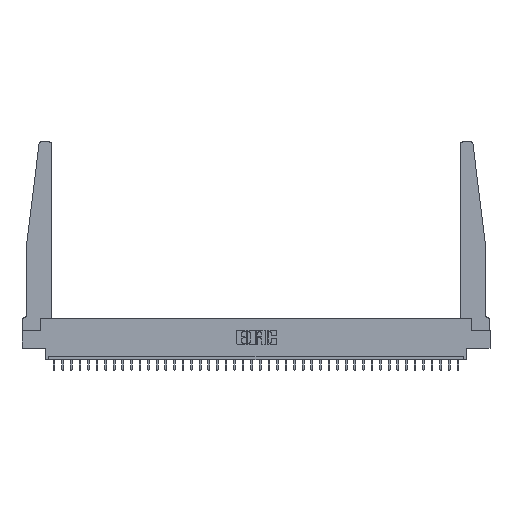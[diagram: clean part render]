
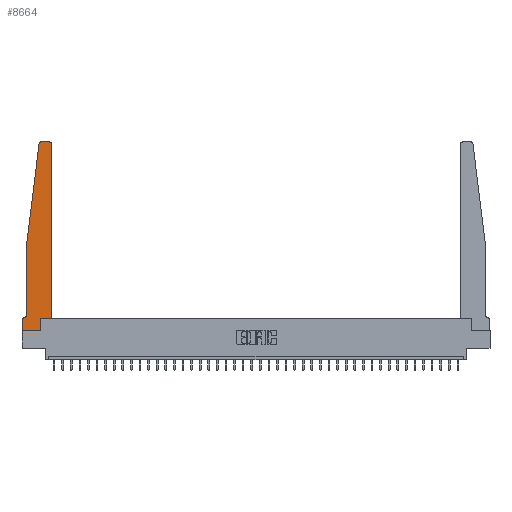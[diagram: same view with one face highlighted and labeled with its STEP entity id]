
A CAD part, top view. The second image highlights one B-rep face of the part: STEP entity #8664.
In plain terms, the highlighted planar face has unit normal (0, 0, 1).
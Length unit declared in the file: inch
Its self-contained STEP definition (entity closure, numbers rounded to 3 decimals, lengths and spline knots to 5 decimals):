
#44 = ORIENTED_EDGE ( 'NONE', *, *, #19372, .T. ) ;
#503 = VERTEX_POINT ( 'NONE', #19684 ) ;
#816 = CARTESIAN_POINT ( 'NONE',  ( 0.395, 2.72, 0.37 ) ) ;
#1247 = CARTESIAN_POINT ( 'NONE',  ( 0.425, 0.18, 0.37 ) ) ;
#1315 = DIRECTION ( 'NONE',  ( 1., 0., 0. ) ) ;
#1451 = CARTESIAN_POINT ( 'NONE',  ( 0., 0., 0.37 ) ) ;
#1577 = VERTEX_POINT ( 'NONE', #3216 ) ;
#1749 = ORIENTED_EDGE ( 'NONE', *, *, #23833, .T. ) ;
#2198 = VECTOR ( 'NONE', #21249, 39.37008 ) ;
#2305 = DIRECTION ( 'NONE',  ( -1., 0., 0. ) ) ;
#2480 = VECTOR ( 'NONE', #2305, 39.37008 ) ;
#2642 = LINE ( 'NONE', #31807, #8165 ) ;
#2645 = ORIENTED_EDGE ( 'NONE', *, *, #15111, .T. ) ;
#3050 = EDGE_CURVE ( 'NONE', #23076, #5047, #25085, .T. ) ;
#3216 = CARTESIAN_POINT ( 'NONE',  ( 0.425, 2.72, 0.37 ) ) ;
#3242 = DIRECTION ( 'NONE',  ( 1., 0., 0. ) ) ;
#3401 = VERTEX_POINT ( 'NONE', #1247 ) ;
#3568 = DIRECTION ( 'NONE',  ( 0., 0., -1. ) ) ;
#3846 = ORIENTED_EDGE ( 'NONE', *, *, #3050, .T. ) ;
#3899 = DIRECTION ( 'NONE',  ( 0., 1., 0. ) ) ;
#4070 = VECTOR ( 'NONE', #11374, 39.37008 ) ;
#4104 = CARTESIAN_POINT ( 'NONE',  ( 0.065, 1.25, 0.37 ) ) ;
#4113 = CARTESIAN_POINT ( 'NONE',  ( 0.065, 1.25, 0.37 ) ) ;
#4288 = VERTEX_POINT ( 'NONE', #6389 ) ;
#4378 = EDGE_CURVE ( 'NONE', #19833, #20621, #22875, .T. ) ;
#5047 = VERTEX_POINT ( 'NONE', #24151 ) ;
#5731 = CARTESIAN_POINT ( 'NONE',  ( 0.24675, 2.72367, 0.37 ) ) ;
#5832 = CARTESIAN_POINT ( 'NONE',  ( 0.27653, 2.72, 0.37 ) ) ;
#6389 = CARTESIAN_POINT ( 'NONE',  ( 0., 0., 0.37 ) ) ;
#6498 = CARTESIAN_POINT ( 'NONE',  ( 0.065, 1.25, 0.37 ) ) ;
#6845 = CARTESIAN_POINT ( 'NONE',  ( 0.2605, 0.18, 0.37 ) ) ;
#8165 = VECTOR ( 'NONE', #21236, 39.37008 ) ;
#8461 = EDGE_CURVE ( 'NONE', #503, #19833, #25303, .T. ) ;
#8664 = ADVANCED_FACE ( 'NONE', ( #14676 ), #12059, .T. ) ;
#10199 = EDGE_CURVE ( 'NONE', #5047, #3401, #14332, .T. ) ;
#10303 = AXIS2_PLACEMENT_3D ( 'NONE', #5832, #11193, #3242 ) ;
#10866 = CIRCLE ( 'NONE', #17020, 0.05 ) ;
#11193 = DIRECTION ( 'NONE',  ( 0., 0., 1. ) ) ;
#11374 = DIRECTION ( 'NONE',  ( 1., 0., 0. ) ) ;
#11719 = CARTESIAN_POINT ( 'NONE',  ( 0.425, 0.18, 0.37 ) ) ;
#12059 = PLANE ( 'NONE',  #31462 ) ;
#12254 = DIRECTION ( 'NONE',  ( 0., -1., 0. ) ) ;
#13563 = CARTESIAN_POINT ( 'NONE',  ( 0.25, 2.75, 0.37 ) ) ;
#13573 = ORIENTED_EDGE ( 'NONE', *, *, #8461, .T. ) ;
#14332 = LINE ( 'NONE', #11719, #4070 ) ;
#14501 = CARTESIAN_POINT ( 'NONE',  ( 0., 0.1875, 0.37 ) ) ;
#14568 = EDGE_CURVE ( 'NONE', #4288, #23076, #27842, .T. ) ;
#14676 = FACE_OUTER_BOUND ( 'NONE', #26740, .T. ) ;
#15111 = EDGE_CURVE ( 'NONE', #1577, #20306, #32935, .T. ) ;
#15133 = CARTESIAN_POINT ( 'NONE',  ( 0., 0., 0.37 ) ) ;
#15803 = CARTESIAN_POINT ( 'NONE',  ( 0.2605, 0., 0.37 ) ) ;
#16978 = DIRECTION ( 'NONE',  ( 0., 0., 1. ) ) ;
#17020 = AXIS2_PLACEMENT_3D ( 'NONE', #33265, #3568, #32741 ) ;
#19199 = VECTOR ( 'NONE', #12254, 39.37008 ) ;
#19372 = EDGE_CURVE ( 'NONE', #20621, #24083, #33642, .T. ) ;
#19684 = CARTESIAN_POINT ( 'NONE',  ( 0.27653, 2.75, 0.37 ) ) ;
#19758 = VECTOR ( 'NONE', #3899, 39.37008 ) ;
#19833 = VERTEX_POINT ( 'NONE', #5731 ) ;
#20155 = VECTOR ( 'NONE', #24966, 39.37008 ) ;
#20306 = VERTEX_POINT ( 'NONE', #29150 ) ;
#20621 = VERTEX_POINT ( 'NONE', #6498 ) ;
#20997 = LINE ( 'NONE', #15133, #31669 ) ;
#21231 = EDGE_CURVE ( 'NONE', #3401, #1577, #2642, .T. ) ;
#21236 = DIRECTION ( 'NONE',  ( 0., 1., 0. ) ) ;
#21249 = DIRECTION ( 'NONE',  ( -1., 0., 0. ) ) ;
#21743 = ORIENTED_EDGE ( 'NONE', *, *, #14568, .T. ) ;
#22875 = LINE ( 'NONE', #4113, #20155 ) ;
#22928 = VECTOR ( 'NONE', #25593, 39.37008 ) ;
#22948 = ORIENTED_EDGE ( 'NONE', *, *, #25742, .T. ) ;
#23076 = VERTEX_POINT ( 'NONE', #15803 ) ;
#23333 = ORIENTED_EDGE ( 'NONE', *, *, #10199, .T. ) ;
#23679 = CARTESIAN_POINT ( 'NONE',  ( 0.065, 0.1875, 0.37 ) ) ;
#23833 = EDGE_CURVE ( 'NONE', #20306, #503, #25798, .T. ) ;
#23975 = ORIENTED_EDGE ( 'NONE', *, *, #21231, .T. ) ;
#24083 = VERTEX_POINT ( 'NONE', #30574 ) ;
#24151 = CARTESIAN_POINT ( 'NONE',  ( 0.2605, 0.18, 0.37 ) ) ;
#24824 = VERTEX_POINT ( 'NONE', #25629 ) ;
#24966 = DIRECTION ( 'NONE',  ( -0.122, -0.992, 0. ) ) ;
#25085 = LINE ( 'NONE', #6845, #19758 ) ;
#25201 = DIRECTION ( 'NONE',  ( 0., -1., 0. ) ) ;
#25303 = CIRCLE ( 'NONE', #10303, 0.03 ) ;
#25593 = DIRECTION ( 'NONE',  ( 1., 0., 0. ) ) ;
#25629 = CARTESIAN_POINT ( 'NONE',  ( 0., 0.1875, 0.37 ) ) ;
#25742 = EDGE_CURVE ( 'NONE', #24824, #4288, #20997, .T. ) ;
#25798 = LINE ( 'NONE', #13563, #2198 ) ;
#26740 = EDGE_LOOP ( 'NONE', ( #1749, #13573, #34331, #44, #32667, #33700, #22948, #21743, #3846, #23333, #23975, #2645 ) ) ;
#27842 = LINE ( 'NONE', #1451, #22928 ) ;
#29150 = CARTESIAN_POINT ( 'NONE',  ( 0.395, 2.75, 0.37 ) ) ;
#29792 = CARTESIAN_POINT ( 'NONE',  ( 0.015, 0.1875, 0.37 ) ) ;
#30156 = AXIS2_PLACEMENT_3D ( 'NONE', #816, #16978, #33115 ) ;
#30574 = CARTESIAN_POINT ( 'NONE',  ( 0.065, 0.2375, 0.37 ) ) ;
#30645 = DIRECTION ( 'NONE',  ( 0., 0., 1. ) ) ;
#31462 = AXIS2_PLACEMENT_3D ( 'NONE', #14501, #30645, #1315 ) ;
#31544 = EDGE_CURVE ( 'NONE', #32965, #24824, #31829, .T. ) ;
#31669 = VECTOR ( 'NONE', #25201, 39.37008 ) ;
#31807 = CARTESIAN_POINT ( 'NONE',  ( 0.425, 0.18, 0.37 ) ) ;
#31829 = LINE ( 'NONE', #23679, #2480 ) ;
#32667 = ORIENTED_EDGE ( 'NONE', *, *, #33208, .T. ) ;
#32741 = DIRECTION ( 'NONE',  ( -1., 0., 0. ) ) ;
#32935 = CIRCLE ( 'NONE', #30156, 0.03 ) ;
#32965 = VERTEX_POINT ( 'NONE', #29792 ) ;
#33115 = DIRECTION ( 'NONE',  ( 1., 0., 0. ) ) ;
#33208 = EDGE_CURVE ( 'NONE', #24083, #32965, #10866, .T. ) ;
#33265 = CARTESIAN_POINT ( 'NONE',  ( 0.015, 0.2375, 0.37 ) ) ;
#33642 = LINE ( 'NONE', #4104, #19199 ) ;
#33700 = ORIENTED_EDGE ( 'NONE', *, *, #31544, .T. ) ;
#34331 = ORIENTED_EDGE ( 'NONE', *, *, #4378, .T. ) ;
